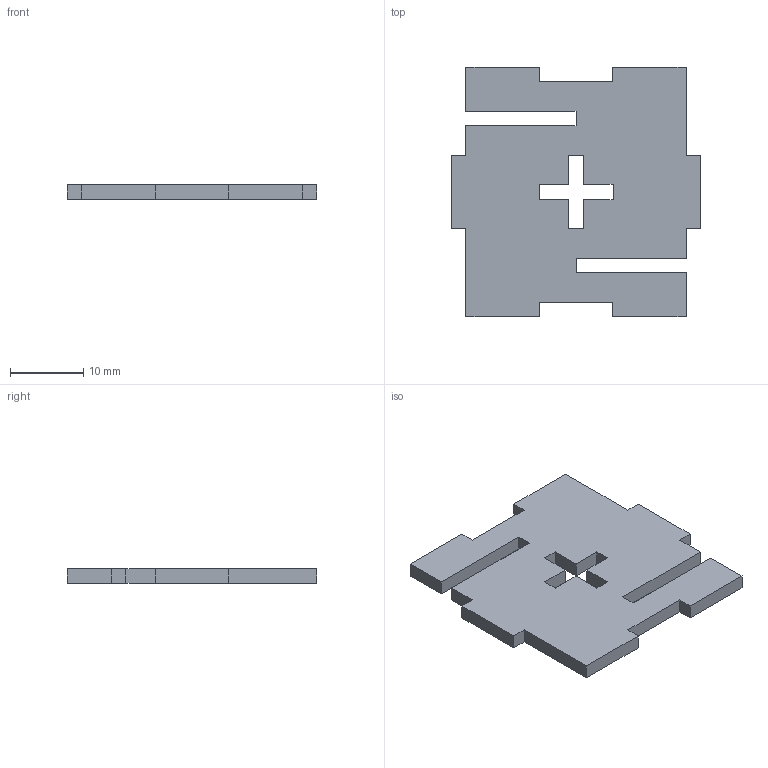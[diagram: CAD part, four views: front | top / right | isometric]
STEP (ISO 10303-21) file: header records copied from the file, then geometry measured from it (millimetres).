
FILE_DESCRIPTION(/* description */ (''),/* implementation_level */ '2;1');
FILE_NAME(/* name */ 'mini_game_machine_shell_gamma.step',/* time_stamp */ '2022-02-24T10:44:38+08:00',/* author */ (''),/* organization */ (''),/* preprocessor_version */ 'ST-DEVELOPER v18.1',/* originating_system */ 'Autodesk Translation Framework v10.13.0.1454',/* authorisation */ '');
FILE_SCHEMA (('AUTOMOTIVE_DESIGN { 1 0 10303 214 3 1 1 }'));
Length unit declared in the file: millimetre
Products named in the file (1): week 4 press fit
Bounding box: 34 x 34 x 2 mm (x, y, z)
Volume: 1845.8 mm3; surface area: 2334.4 mm2
Topology: 1 solids, 1 shells, 42 faces, 124 edges, 84 vertices
Faces by surface type: plane 42
Entity records: 1417 total; most frequent: CARTESIAN_POINT 251, ORIENTED_EDGE 248, DIRECTION 210, LINE 124, VECTOR 124, EDGE_CURVE 124, VERTEX_POINT 84, EDGE_LOOP 44
